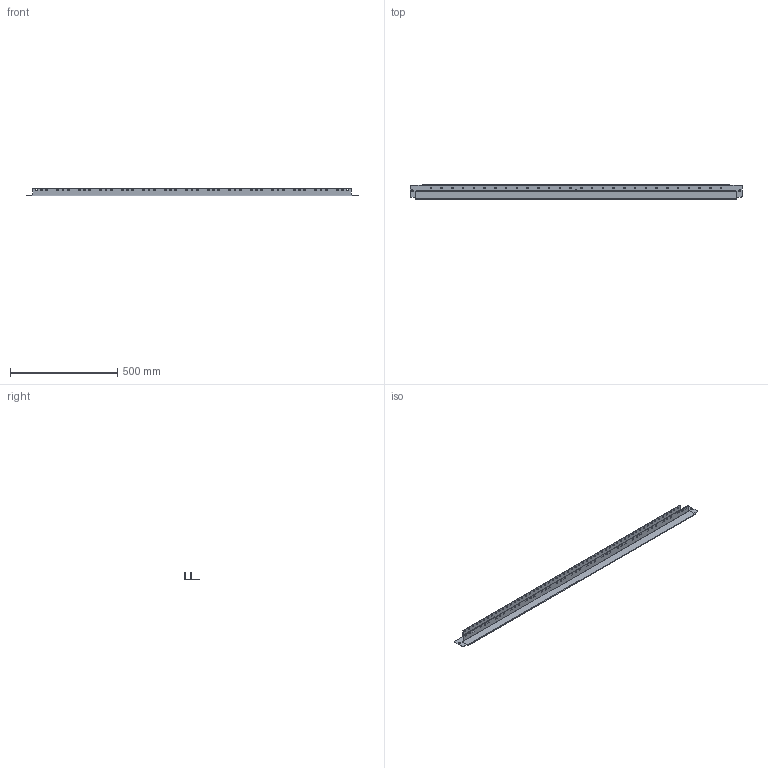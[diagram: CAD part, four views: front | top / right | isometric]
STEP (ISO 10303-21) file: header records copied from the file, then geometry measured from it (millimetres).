
FILE_DESCRIPTION (( 'STEP AP203' ), '1' );
FILE_NAME ('QB09C431.step', '2011-01-20T13:17:12', ( 'User' ), ( 'DKC' ), 'SwSTEP 2.0', 'SolidWorks 2010', '' );
FILE_SCHEMA (( 'CONFIG_CONTROL_DESIGN' ));
Length unit declared in the file: millimetre
Products named in the file (1): QB09C431
Bounding box: 1545 x 67.25 x 36.6 mm (x, y, z)
Volume: 377851.9 mm3; surface area: 514150.5 mm2
Topology: 1 solids, 1 shells, 378 faces, 1106 edges, 730 vertices
Faces by surface type: cylinder 222, plane 156
Entity records: 13289 total; most frequent: DIRECTION 2310, CARTESIAN_POINT 2215, ORIENTED_EDGE 2212, EDGE_CURVE 1106, AXIS2_PLACEMENT_3D 825, VERTEX_POINT 730, VECTOR 660, LINE 660
